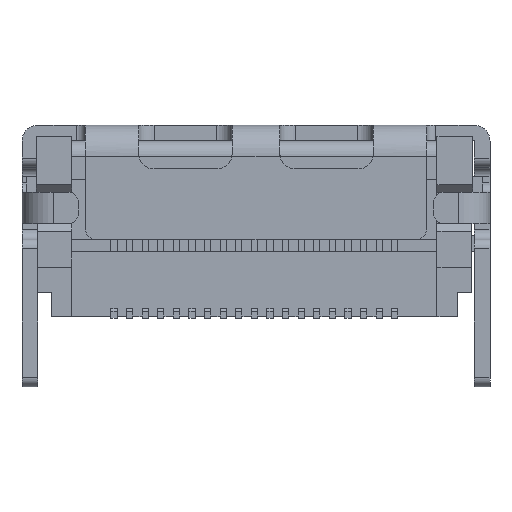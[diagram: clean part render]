
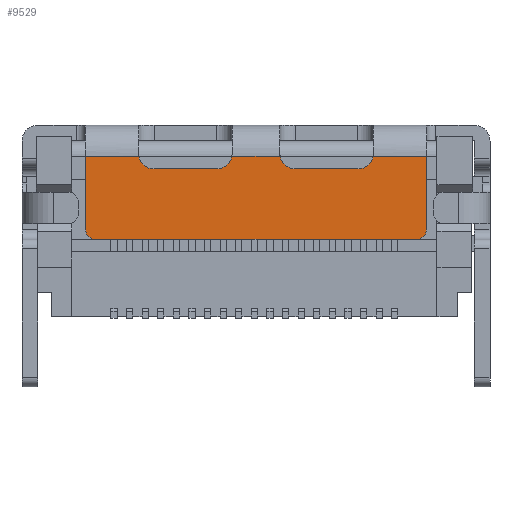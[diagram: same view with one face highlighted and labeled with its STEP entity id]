
A CAD part, front view. The second image highlights one B-rep face of the part: STEP entity #9529.
In plain terms, the highlighted face is planar.
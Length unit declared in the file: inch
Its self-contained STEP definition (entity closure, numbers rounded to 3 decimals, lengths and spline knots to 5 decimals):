
#148 = DIRECTION ( 'NONE',  ( 0., 1., 0. ) ) ;
#359 = CARTESIAN_POINT ( 'NONE',  ( 0.14783, 0.22047, 0.03972 ) ) ;
#426 = AXIS2_PLACEMENT_3D ( 'NONE', #15656, #5762, #5832 ) ;
#449 = VERTEX_POINT ( 'NONE', #5655 ) ;
#708 = CARTESIAN_POINT ( 'NONE',  ( -0.14783, 0.22047, 0.03972 ) ) ;
#768 = LINE ( 'NONE', #4597, #16510 ) ;
#1274 = CARTESIAN_POINT ( 'NONE',  ( -0.03052, 0.22047, 0.03972 ) ) ;
#1347 = ORIENTED_EDGE ( 'NONE', *, *, #15442, .T. ) ;
#1639 = VECTOR ( 'NONE', #2095, 39.37008 ) ;
#1648 = EDGE_CURVE ( 'NONE', #10027, #2032, #13281, .T. ) ;
#2032 = VERTEX_POINT ( 'NONE', #11235 ) ;
#2095 = DIRECTION ( 'NONE',  ( 1., 0., 0. ) ) ;
#2757 = ORIENTED_EDGE ( 'NONE', *, *, #19250, .T. ) ;
#2867 = DIRECTION ( 'NONE',  ( 0., -1., 0. ) ) ;
#3329 = VERTEX_POINT ( 'NONE', #18420 ) ;
#3769 = EDGE_CURVE ( 'NONE', #8967, #449, #768, .T. ) ;
#3822 = LINE ( 'NONE', #11976, #15761 ) ;
#3836 = CIRCLE ( 'NONE', #12090, 0.01969 ) ;
#4266 = DIRECTION ( 'NONE',  ( -1., 0., 0. ) ) ;
#4597 = CARTESIAN_POINT ( 'NONE',  ( -0.14823, 0.22047, 0.02397 ) ) ;
#4772 = CARTESIAN_POINT ( 'NONE',  ( 0., 0.22047, 0. ) ) ;
#5061 = CARTESIAN_POINT ( 'NONE',  ( 0.20335, 0.22047, -0.0528 ) ) ;
#5073 = VECTOR ( 'NONE', #4266, 39.37008 ) ;
#5129 = DIRECTION ( 'NONE',  ( 1., 0., 0. ) ) ;
#5415 = CARTESIAN_POINT ( 'NONE',  ( -0.2752, 0.22047, 0.03972 ) ) ;
#5539 = DIRECTION ( 'NONE',  ( 1., 0., 0. ) ) ;
#5655 = CARTESIAN_POINT ( 'NONE',  ( -0.0498, 0.22047, 0.02397 ) ) ;
#5669 = ORIENTED_EDGE ( 'NONE', *, *, #1648, .T. ) ;
#5720 = DIRECTION ( 'NONE',  ( 0., 0., 1. ) ) ;
#5762 = DIRECTION ( 'NONE',  ( 0., -1., 0. ) ) ;
#5765 = EDGE_CURVE ( 'NONE', #3329, #11045, #8986, .T. ) ;
#5771 = EDGE_CURVE ( 'NONE', #19406, #13963, #10010, .T. ) ;
#5832 = DIRECTION ( 'NONE',  ( 0., 0., 1. ) ) ;
#6283 = DIRECTION ( 'NONE',  ( 1., 0., 0. ) ) ;
#6474 = PLANE ( 'NONE',  #9524 ) ;
#6488 = VERTEX_POINT ( 'NONE', #708 ) ;
#6547 = FACE_OUTER_BOUND ( 'NONE', #17336, .T. ) ;
#7222 = ORIENTED_EDGE ( 'NONE', *, *, #5765, .T. ) ;
#7407 = CARTESIAN_POINT ( 'NONE',  ( 0.21516, 0.22047, 0.03972 ) ) ;
#7679 = CARTESIAN_POINT ( 'NONE',  ( 0.2752, 0.22047, -0.06461 ) ) ;
#7740 = EDGE_CURVE ( 'NONE', #19166, #10027, #3836, .T. ) ;
#7881 = CARTESIAN_POINT ( 'NONE',  ( 0.0498, 0.22047, 0.02397 ) ) ;
#7910 = CARTESIAN_POINT ( 'NONE',  ( 0.03052, 0.22047, 0.03972 ) ) ;
#8051 = DIRECTION ( 'NONE',  ( 0., 0., 1. ) ) ;
#8262 = VERTEX_POINT ( 'NONE', #16882 ) ;
#8284 = ORIENTED_EDGE ( 'NONE', *, *, #17978, .T. ) ;
#8405 = CARTESIAN_POINT ( 'NONE',  ( 0.20335, 0.22047, -0.06461 ) ) ;
#8876 = CARTESIAN_POINT ( 'NONE',  ( -0.2752, 0.22047, 0.03972 ) ) ;
#8967 = VERTEX_POINT ( 'NONE', #15638 ) ;
#8986 = LINE ( 'NONE', #19902, #18702 ) ;
#9518 = ORIENTED_EDGE ( 'NONE', *, *, #17426, .T. ) ;
#9524 = AXIS2_PLACEMENT_3D ( 'NONE', #4772, #19509, #19445 ) ;
#9529 = ADVANCED_FACE ( 'NONE', ( #6547 ), #6474, .T. ) ;
#9682 = EDGE_CURVE ( 'NONE', #15210, #13963, #19024, .T. ) ;
#9708 = EDGE_CURVE ( 'NONE', #19050, #19166, #18285, .T. ) ;
#9979 = CARTESIAN_POINT ( 'NONE',  ( 0.21516, 0.22047, -0.7371 ) ) ;
#10010 = LINE ( 'NONE', #9979, #15381 ) ;
#10027 = VERTEX_POINT ( 'NONE', #7881 ) ;
#10142 = ORIENTED_EDGE ( 'NONE', *, *, #19589, .T. ) ;
#10428 = ORIENTED_EDGE ( 'NONE', *, *, #3769, .T. ) ;
#10633 = CIRCLE ( 'NONE', #13214, 0.01969 ) ;
#10673 = CIRCLE ( 'NONE', #17020, 0.01181 ) ;
#10674 = DIRECTION ( 'NONE',  ( 1., 0., 0. ) ) ;
#11045 = VERTEX_POINT ( 'NONE', #12658 ) ;
#11235 = CARTESIAN_POINT ( 'NONE',  ( 0.12854, 0.22047, 0.02397 ) ) ;
#11345 = VECTOR ( 'NONE', #5129, 39.37008 ) ;
#11716 = DIRECTION ( 'NONE',  ( 0., 0., 1. ) ) ;
#11976 = CARTESIAN_POINT ( 'NONE',  ( -0.2752, 0.22047, 0.03972 ) ) ;
#12090 = AXIS2_PLACEMENT_3D ( 'NONE', #17024, #13550, #18547 ) ;
#12582 = ORIENTED_EDGE ( 'NONE', *, *, #20285, .T. ) ;
#12658 = CARTESIAN_POINT ( 'NONE',  ( -0.21516, 0.22047, 0.03972 ) ) ;
#12856 = ORIENTED_EDGE ( 'NONE', *, *, #7740, .T. ) ;
#13167 = CIRCLE ( 'NONE', #15114, 0.01181 ) ;
#13214 = AXIS2_PLACEMENT_3D ( 'NONE', #20672, #17529, #17392 ) ;
#13281 = LINE ( 'NONE', #16567, #1639 ) ;
#13385 = CARTESIAN_POINT ( 'NONE',  ( 0.21516, 0.22047, -0.0528 ) ) ;
#13550 = DIRECTION ( 'NONE',  ( 0., -1., 0. ) ) ;
#13858 = VERTEX_POINT ( 'NONE', #8405 ) ;
#13963 = VERTEX_POINT ( 'NONE', #7407 ) ;
#15114 = AXIS2_PLACEMENT_3D ( 'NONE', #16657, #18302, #11716 ) ;
#15210 = VERTEX_POINT ( 'NONE', #359 ) ;
#15381 = VECTOR ( 'NONE', #5720, 39.37008 ) ;
#15442 = EDGE_CURVE ( 'NONE', #2032, #15210, #18865, .T. ) ;
#15508 = AXIS2_PLACEMENT_3D ( 'NONE', #20691, #2867, #19002 ) ;
#15638 = CARTESIAN_POINT ( 'NONE',  ( -0.12854, 0.22047, 0.02397 ) ) ;
#15656 = CARTESIAN_POINT ( 'NONE',  ( 0.12854, 0.22047, 0.04366 ) ) ;
#15761 = VECTOR ( 'NONE', #10674, 39.37008 ) ;
#16510 = VECTOR ( 'NONE', #6283, 39.37008 ) ;
#16567 = CARTESIAN_POINT ( 'NONE',  ( 0.03012, 0.22047, 0.02397 ) ) ;
#16569 = EDGE_CURVE ( 'NONE', #11045, #6488, #3822, .T. ) ;
#16657 = CARTESIAN_POINT ( 'NONE',  ( -0.20335, 0.22047, -0.0528 ) ) ;
#16882 = CARTESIAN_POINT ( 'NONE',  ( -0.20335, 0.22047, -0.06461 ) ) ;
#17020 = AXIS2_PLACEMENT_3D ( 'NONE', #5061, #148, #8051 ) ;
#17024 = CARTESIAN_POINT ( 'NONE',  ( 0.0498, 0.22047, 0.04366 ) ) ;
#17227 = VECTOR ( 'NONE', #5539, 39.37008 ) ;
#17336 = EDGE_LOOP ( 'NONE', ( #10142, #9518, #7222, #17731, #12582, #10428, #8284, #18206, #12856, #5669, #1347, #18229, #20663, #2757 ) ) ;
#17392 = DIRECTION ( 'NONE',  ( 0., 0., 1. ) ) ;
#17426 = EDGE_CURVE ( 'NONE', #8262, #3329, #13167, .T. ) ;
#17529 = DIRECTION ( 'NONE',  ( 0., -1., 0. ) ) ;
#17731 = ORIENTED_EDGE ( 'NONE', *, *, #16569, .T. ) ;
#17978 = EDGE_CURVE ( 'NONE', #449, #19050, #18143, .T. ) ;
#18143 = CIRCLE ( 'NONE', #15508, 0.01969 ) ;
#18206 = ORIENTED_EDGE ( 'NONE', *, *, #9708, .T. ) ;
#18229 = ORIENTED_EDGE ( 'NONE', *, *, #9682, .T. ) ;
#18285 = LINE ( 'NONE', #8876, #17227 ) ;
#18302 = DIRECTION ( 'NONE',  ( 0., 1., 0. ) ) ;
#18420 = CARTESIAN_POINT ( 'NONE',  ( -0.21516, 0.22047, -0.0528 ) ) ;
#18547 = DIRECTION ( 'NONE',  ( 0., 0., 1. ) ) ;
#18702 = VECTOR ( 'NONE', #19759, 39.37008 ) ;
#18865 = CIRCLE ( 'NONE', #426, 0.01969 ) ;
#19002 = DIRECTION ( 'NONE',  ( 0., 0., 1. ) ) ;
#19024 = LINE ( 'NONE', #5415, #11345 ) ;
#19050 = VERTEX_POINT ( 'NONE', #1274 ) ;
#19166 = VERTEX_POINT ( 'NONE', #7910 ) ;
#19250 = EDGE_CURVE ( 'NONE', #19406, #13858, #10673, .T. ) ;
#19339 = LINE ( 'NONE', #7679, #5073 ) ;
#19406 = VERTEX_POINT ( 'NONE', #13385 ) ;
#19445 = DIRECTION ( 'NONE',  ( 1., 0., 0. ) ) ;
#19509 = DIRECTION ( 'NONE',  ( 0., 1., 0. ) ) ;
#19589 = EDGE_CURVE ( 'NONE', #13858, #8262, #19339, .T. ) ;
#19759 = DIRECTION ( 'NONE',  ( 0., 0., 1. ) ) ;
#19902 = CARTESIAN_POINT ( 'NONE',  ( -0.21516, 0.22047, -0.7371 ) ) ;
#20285 = EDGE_CURVE ( 'NONE', #6488, #8967, #10633, .T. ) ;
#20663 = ORIENTED_EDGE ( 'NONE', *, *, #5771, .F. ) ;
#20672 = CARTESIAN_POINT ( 'NONE',  ( -0.12854, 0.22047, 0.04366 ) ) ;
#20691 = CARTESIAN_POINT ( 'NONE',  ( -0.0498, 0.22047, 0.04366 ) ) ;
